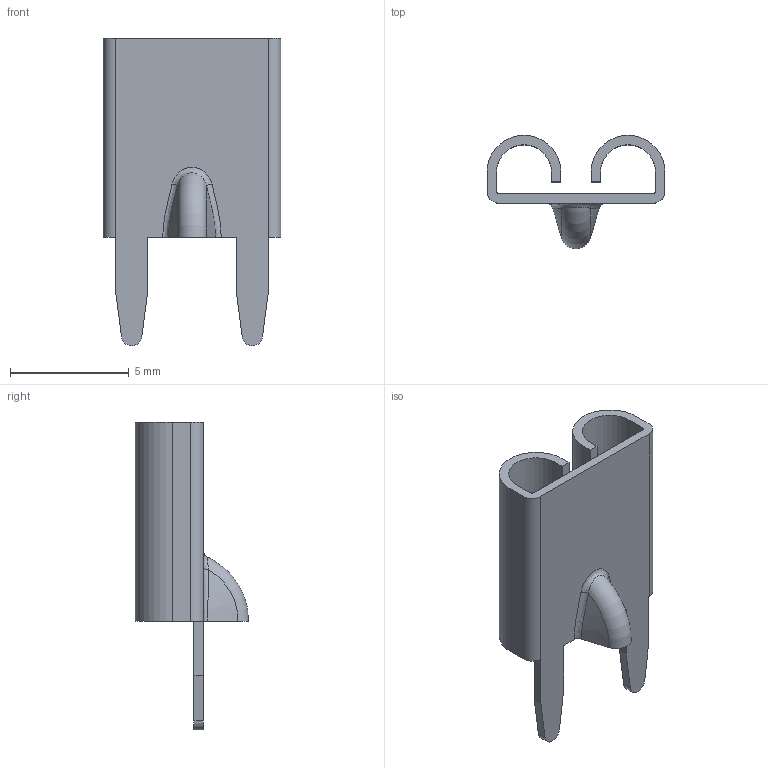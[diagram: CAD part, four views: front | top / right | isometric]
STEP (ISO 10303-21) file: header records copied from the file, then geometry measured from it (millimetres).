
FILE_DESCRIPTION((''),'2;1');
FILE_NAME('C-1217137-1','2008-08-04T',('workeradm'),('Tyco Electronics Corporation'),'PRO/ENGINEER BY PARAMETRIC TECHNOLOGY CORPORATION, 2005450','PRO/ENGINEER BY PARAMETRIC TECHNOLOGY CORPORATION, 2005450','');
FILE_SCHEMA(('CONFIG_CONTROL_DESIGN', 'GEOMETRIC_VALIDATION_PROPERTIES_MIM'));
Length unit declared in the file: millimetre
Products named in the file (1): C-1217137-1
Bounding box: 7.49 x 4.76 x 12.95 mm (x, y, z)
Volume: 67.9 mm3; surface area: 368.9 mm2
Topology: 1 solids, 1 shells, 49 faces, 137 edges, 90 vertices
Faces by surface type: plane 24, cylinder 10, bspline 9, cone 4, torus 2
Entity records: 2394 total; most frequent: CARTESIAN_POINT 1036, ORIENTED_EDGE 274, DIRECTION 234, EDGE_CURVE 137, VERTEX_POINT 90, VECTOR 86, LINE 86, AXIS2_PLACEMENT_3D 74
